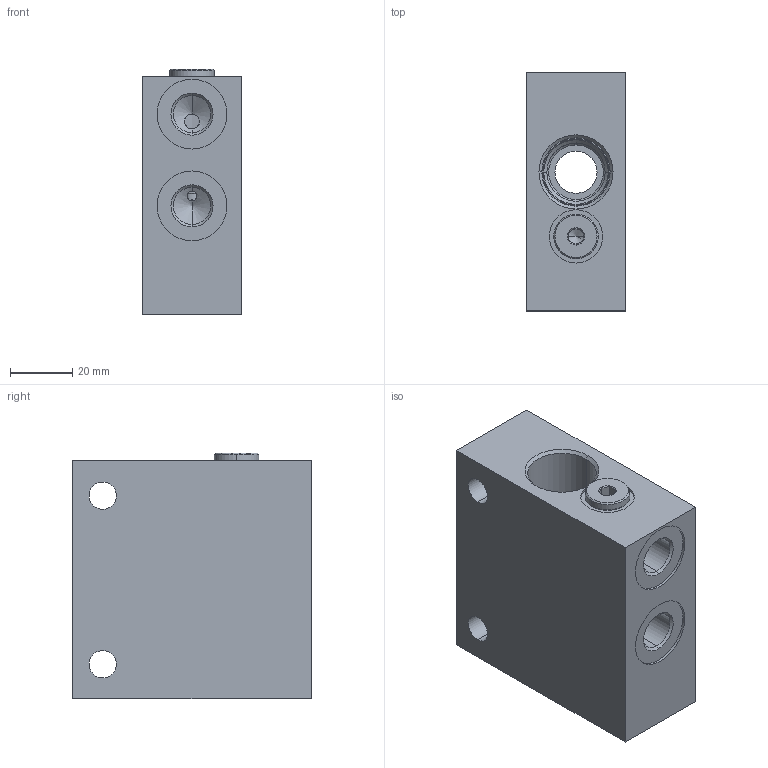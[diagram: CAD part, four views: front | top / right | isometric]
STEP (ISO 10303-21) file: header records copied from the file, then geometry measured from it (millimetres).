
FILE_DESCRIPTION((''),'2;1');
FILE_NAME('EGV_ASM','2019-08-20T',('ProEService'),(''),'PRO/ENGINEER BY PARAMETRIC TECHNOLOGY CORPORATION, 2014200','PRO/ENGINEER BY PARAMETRIC TECHNOLOGY CORPORATION, 2014200','');
FILE_SCHEMA(('CONFIG_CONTROL_DESIGN'));
Length unit declared in the file: inch
Products named in the file (4): 150-544-009; CSZNXXN; A330-006-004; EGV_ASM
Assembly tree (3 placements, depth 2):
  EGV_ASM
    150-544-009
    CSZNXXN
    A330-006-004
Bounding box: 31.75 x 76.2 x 78.71 mm (x, y, z)
Volume: 145032.7 mm3; surface area: 33070.8 mm2
Topology: 7 solids, 7 shells, 291 faces, 844 edges, 660 vertices
Faces by surface type: cylinder 104, cone 70, torus 52, plane 51, revolution 8, sphere 6
Entity records: 11273 total; most frequent: CARTESIAN_POINT 3618, DIRECTION 1693, ORIENTED_EDGE 1266, AXIS2_PLACEMENT_3D 633, EDGE_CURVE 633, VECTOR 419, LINE 419, VERTEX_POINT 370
